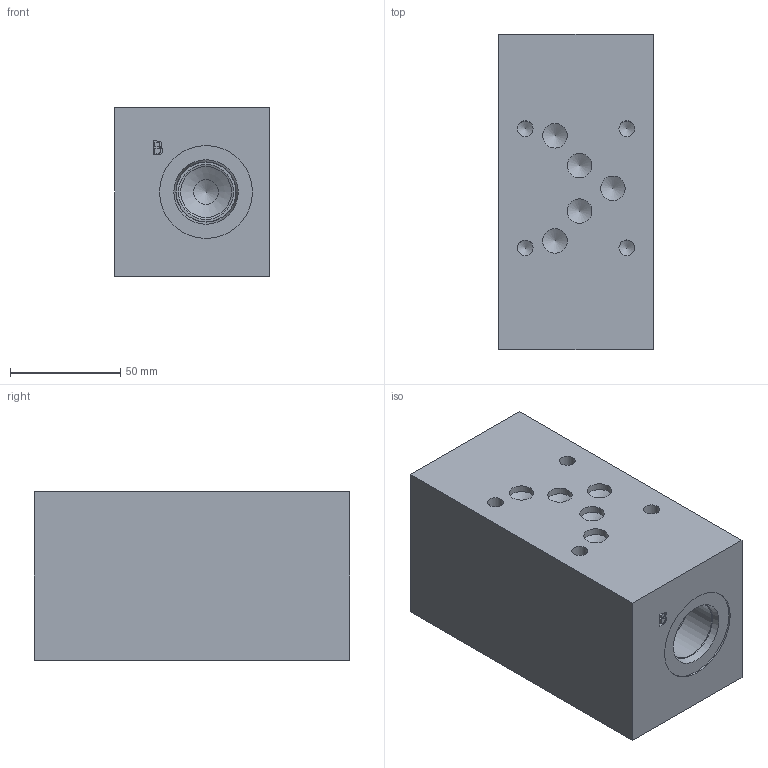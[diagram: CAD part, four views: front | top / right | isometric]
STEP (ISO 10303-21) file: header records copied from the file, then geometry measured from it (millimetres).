
FILE_DESCRIPTION(/* description */ (''),/* implementation_level */ '2;1');
FILE_NAME(/* name */ '_D05TPAB12S.stp',/* time_stamp */ '2020-07-22T15:48:32-04:00',/* author */ ('trevorh'),/* organization */ (''),/* preprocessor_version */ 'ST-DEVELOPER v17',/* originating_system */ 'Autodesk Inventor 2019',/* authorisation */ '');
FILE_SCHEMA (('AUTOMOTIVE_DESIGN { 1 0 10303 214 3 1 1 }'));
Length unit declared in the file: millimetre
Products named in the file (1): Part_AD05TPAB12S.C12673R0_3D
Bounding box: 69.85 x 142.88 x 76.2 mm (x, y, z)
Volume: 715248.7 mm3; surface area: 62860.5 mm2
Topology: 1 solids, 1 shells, 449 faces, 1237 edges, 833 vertices
Faces by surface type: plane 281, bspline 105, cylinder 35, cone 28
Full cylindrical faces by diameter (mm): 7.137 x8, 11.113 x3, 11.125 x9, 15.875 x5, 23.012 x2, 24.917 x2, 26.99 x2, 27.432 x2, 42.037 x2
Entity records: 15071 total; most frequent: CARTESIAN_POINT 3865, ORIENTED_EDGE 2434, DIRECTION 1828, EDGE_CURVE 1217, LINE 876, VECTOR 876, VERTEX_POINT 833, EDGE_LOOP 512
